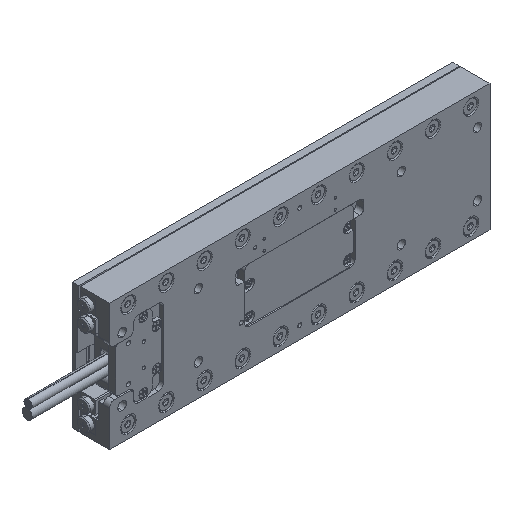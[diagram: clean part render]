
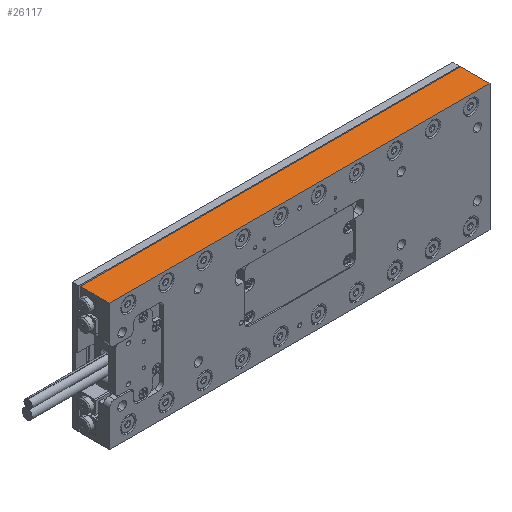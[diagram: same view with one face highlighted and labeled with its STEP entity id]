
A CAD part, isometric view. The second image highlights one B-rep face of the part: STEP entity #26117.
In plain terms, the highlighted planar face has unit normal (0, 0, 1).
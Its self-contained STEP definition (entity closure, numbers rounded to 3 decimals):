
#235 = CARTESIAN_POINT ( 'NONE',  ( -75., 11.5, 25. ) ) ;
#3386 = CARTESIAN_POINT ( 'NONE',  ( -75., 0., 25. ) ) ;
#3608 = VECTOR ( 'NONE', #21055, 1000. ) ;
#3745 = FACE_OUTER_BOUND ( 'NONE', #45026, .T. ) ;
#9483 = CARTESIAN_POINT ( 'NONE',  ( 75., 5.5, 25. ) ) ;
#11474 = PLANE ( 'NONE',  #64122 ) ;
#19516 = EDGE_CURVE ( 'NONE', #39729, #63892, #26039, .T. ) ;
#21055 = DIRECTION ( 'NONE',  ( 0., -1., 0. ) ) ;
#21914 = LINE ( 'NONE', #41286, #3608 ) ;
#21979 = DIRECTION ( 'NONE',  ( 1., 0., 0. ) ) ;
#22190 = ORIENTED_EDGE ( 'NONE', *, *, #53971, .F. ) ;
#24526 = EDGE_CURVE ( 'NONE', #57002, #39729, #21914, .T. ) ;
#26039 = LINE ( 'NONE', #67224, #68125 ) ;
#26117 = ADVANCED_FACE ( 'NONE', ( #3745 ), #11474, .F. ) ;
#28824 = LINE ( 'NONE', #9483, #74700 ) ;
#33816 = ORIENTED_EDGE ( 'NONE', *, *, #48009, .F. ) ;
#35092 = CARTESIAN_POINT ( 'NONE',  ( 75., 0., 25. ) ) ;
#37729 = CARTESIAN_POINT ( 'NONE',  ( -75., 5.5, 25. ) ) ;
#39729 = VERTEX_POINT ( 'NONE', #3386 ) ;
#39837 = VECTOR ( 'NONE', #21979, 1000. ) ;
#41286 = CARTESIAN_POINT ( 'NONE',  ( -75., 5.5, 25. ) ) ;
#45026 = EDGE_LOOP ( 'NONE', ( #56792, #33816, #22190, #58535 ) ) ;
#45393 = DIRECTION ( 'NONE',  ( 1., 0., 0. ) ) ;
#46921 = CARTESIAN_POINT ( 'NONE',  ( -81.357, 11.5, 25. ) ) ;
#48009 = EDGE_CURVE ( 'NONE', #81105, #63892, #28824, .T. ) ;
#50148 = DIRECTION ( 'NONE',  ( 0., 0., -1. ) ) ;
#53971 = EDGE_CURVE ( 'NONE', #57002, #81105, #73976, .T. ) ;
#56792 = ORIENTED_EDGE ( 'NONE', *, *, #19516, .T. ) ;
#57002 = VERTEX_POINT ( 'NONE', #235 ) ;
#57446 = DIRECTION ( 'NONE',  ( -1., 0., 0. ) ) ;
#58535 = ORIENTED_EDGE ( 'NONE', *, *, #24526, .T. ) ;
#63892 = VERTEX_POINT ( 'NONE', #35092 ) ;
#64032 = CARTESIAN_POINT ( 'NONE',  ( 75., 11.5, 25. ) ) ;
#64122 = AXIS2_PLACEMENT_3D ( 'NONE', #37729, #50148, #57446 ) ;
#67224 = CARTESIAN_POINT ( 'NONE',  ( -75., 0., 25. ) ) ;
#68125 = VECTOR ( 'NONE', #45393, 1000. ) ;
#73976 = LINE ( 'NONE', #46921, #39837 ) ;
#74700 = VECTOR ( 'NONE', #81998, 1000. ) ;
#81105 = VERTEX_POINT ( 'NONE', #64032 ) ;
#81998 = DIRECTION ( 'NONE',  ( 0., -1., 0. ) ) ;
